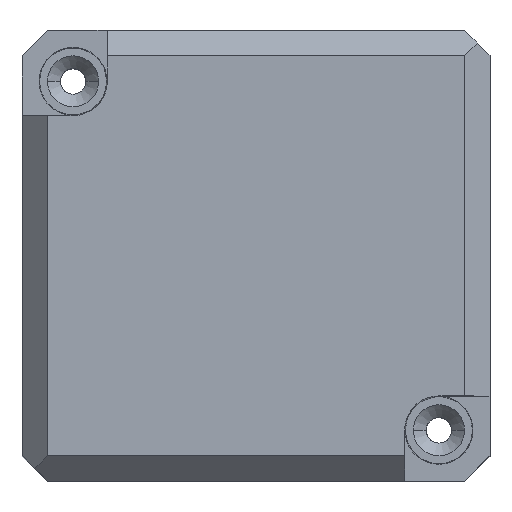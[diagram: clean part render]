
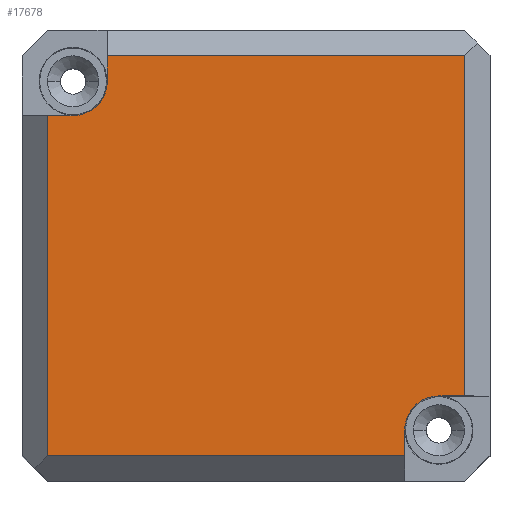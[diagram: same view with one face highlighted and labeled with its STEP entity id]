
A CAD part, top view. The second image highlights one B-rep face of the part: STEP entity #17678.
In plain terms, the highlighted planar face has unit normal (0, 0, 1).
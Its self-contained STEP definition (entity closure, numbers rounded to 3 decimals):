
#15346=DIRECTION('',(0.,1.,0.));
#15347=VECTOR('',#15346,39.974);
#15348=CARTESIAN_POINT('',(24.5,-16.474,10.));
#15349=LINE('',#15348,#15347);
#15358=DIRECTION('',(0.,-1.,0.));
#15359=VECTOR('',#15358,3.);
#15360=CARTESIAN_POINT('',(-17.474,23.5,10.));
#15361=LINE('',#15360,#15359);
#15362=DIRECTION('',(-1.,0.,0.));
#15363=VECTOR('',#15362,3.);
#15364=CARTESIAN_POINT('',(24.5,-16.474,10.));
#15365=LINE('',#15364,#15363);
#15366=CARTESIAN_POINT('',(21.5,-20.5,10.));
#15367=DIRECTION('',(0.,0.,1.));
#15368=DIRECTION('',(0.,1.,0.));
#15369=AXIS2_PLACEMENT_3D('',#15366,#15367,#15368);
#15371=DIRECTION('',(0.,1.,0.));
#15372=VECTOR('',#15371,3.);
#15373=CARTESIAN_POINT('',(17.474,-23.5,10.));
#15374=LINE('',#15373,#15372);
#15375=DIRECTION('',(1.,0.,0.));
#15376=VECTOR('',#15375,3.);
#15377=CARTESIAN_POINT('',(-24.5,16.474,10.));
#15378=LINE('',#15377,#15376);
#15379=CARTESIAN_POINT('',(-21.5,20.5,10.));
#15380=DIRECTION('',(0.,0.,1.));
#15381=DIRECTION('',(0.,-1.,0.));
#15382=AXIS2_PLACEMENT_3D('',#15379,#15380,#15381);
#15404=DIRECTION('',(-1.,0.,0.));
#15405=VECTOR('',#15404,41.974);
#15406=CARTESIAN_POINT('',(24.5,23.5,10.));
#15407=LINE('',#15406,#15405);
#15436=DIRECTION('',(0.,-1.,0.));
#15437=VECTOR('',#15436,39.974);
#15438=CARTESIAN_POINT('',(-24.5,16.474,10.));
#15439=LINE('',#15438,#15437);
#15476=DIRECTION('',(1.,0.,0.));
#15477=VECTOR('',#15476,41.974);
#15478=CARTESIAN_POINT('',(-24.5,-23.5,10.));
#15479=LINE('',#15478,#15477);
#15684=CARTESIAN_POINT('',(24.5,23.5,10.));
#15685=VERTEX_POINT('',#15684);
#15688=CARTESIAN_POINT('',(-24.5,-23.5,10.));
#15689=VERTEX_POINT('',#15688);
#16002=CARTESIAN_POINT('',(-17.474,23.5,10.));
#16003=CARTESIAN_POINT('',(-17.474,20.5,10.));
#16004=VERTEX_POINT('',#16002);
#16005=VERTEX_POINT('',#16003);
#16006=CARTESIAN_POINT('',(-24.5,16.474,10.));
#16007=CARTESIAN_POINT('',(-21.5,16.474,10.));
#16008=VERTEX_POINT('',#16006);
#16009=VERTEX_POINT('',#16007);
#16010=CARTESIAN_POINT('',(21.5,-16.474,10.));
#16011=CARTESIAN_POINT('',(17.474,-20.5,10.));
#16012=VERTEX_POINT('',#16010);
#16013=VERTEX_POINT('',#16011);
#16014=CARTESIAN_POINT('',(17.474,-23.5,10.));
#16015=VERTEX_POINT('',#16014);
#16016=CARTESIAN_POINT('',(24.5,-16.474,10.));
#16017=VERTEX_POINT('',#16016);
#17654=CARTESIAN_POINT('',(0.,0.,10.));
#17655=DIRECTION('',(0.,0.,1.));
#17656=DIRECTION('',(1.,0.,0.));
#17657=AXIS2_PLACEMENT_3D('',#17654,#17655,#17656);
#17658=PLANE('',#17657);
#17660=ORIENTED_EDGE('',*,*,#17659,.F.);
#17662=ORIENTED_EDGE('',*,*,#17661,.F.);
#17663=ORIENTED_EDGE('',*,*,#17644,.F.);
#17664=ORIENTED_EDGE('',*,*,#17573,.T.);
#17665=ORIENTED_EDGE('',*,*,#17560,.T.);
#17667=ORIENTED_EDGE('',*,*,#17666,.F.);
#17669=ORIENTED_EDGE('',*,*,#17668,.F.);
#17671=ORIENTED_EDGE('',*,*,#17670,.F.);
#17673=ORIENTED_EDGE('',*,*,#17672,.T.);
#17675=ORIENTED_EDGE('',*,*,#17674,.T.);
#17676=EDGE_LOOP('',(#17660,#17662,#17663,#17664,#17665,#17667,#17669,#17671,
#17673,#17675));
#17677=FACE_OUTER_BOUND('',#17676,.F.);
#17678=ADVANCED_FACE('',(#17677),#17658,.T.);
#15370=CIRCLE('',#15369,4.026);
#15383=CIRCLE('',#15382,4.026);
#17560=EDGE_CURVE('',#16012,#16013,#15370,.T.);
#17573=EDGE_CURVE('',#16017,#16012,#15365,.T.);
#17644=EDGE_CURVE('',#16017,#15685,#15349,.T.);
#17659=EDGE_CURVE('',#16004,#16005,#15361,.T.);
#17661=EDGE_CURVE('',#15685,#16004,#15407,.T.);
#17666=EDGE_CURVE('',#16015,#16013,#15374,.T.);
#17668=EDGE_CURVE('',#15689,#16015,#15479,.T.);
#17670=EDGE_CURVE('',#16008,#15689,#15439,.T.);
#17672=EDGE_CURVE('',#16008,#16009,#15378,.T.);
#17674=EDGE_CURVE('',#16009,#16005,#15383,.T.);
